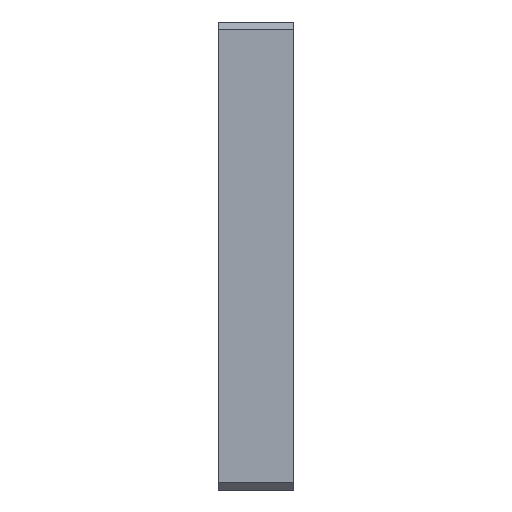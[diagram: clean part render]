
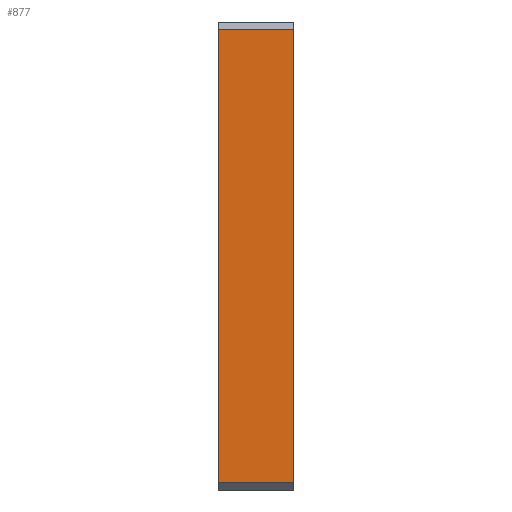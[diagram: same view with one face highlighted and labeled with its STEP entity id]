
A CAD part, left-side view. The second image highlights one B-rep face of the part: STEP entity #877.
In plain terms, the highlighted planar face has unit normal (-1, 0, 0).
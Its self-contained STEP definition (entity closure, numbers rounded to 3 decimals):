
#2 = LINE ( 'NONE', #448, #198 ) ;
#9 = CARTESIAN_POINT ( 'NONE',  ( -65., 10.5, -63. ) ) ;
#20 = VERTEX_POINT ( 'NONE', #92 ) ;
#35 = DIRECTION ( 'NONE',  ( 0., 0., 1. ) ) ;
#80 = VERTEX_POINT ( 'NONE', #654 ) ;
#92 = CARTESIAN_POINT ( 'NONE',  ( -65., -10.5, -63. ) ) ;
#97 = EDGE_CURVE ( 'NONE', #823, #80, #2, .T. ) ;
#130 = ORIENTED_EDGE ( 'NONE', *, *, #496, .T. ) ;
#167 = VECTOR ( 'NONE', #553, 1000. ) ;
#198 = VECTOR ( 'NONE', #35, 1000. ) ;
#206 = EDGE_LOOP ( 'NONE', ( #741, #332, #600, #130 ) ) ;
#227 = VECTOR ( 'NONE', #520, 1000. ) ;
#235 = LINE ( 'NONE', #351, #306 ) ;
#248 = EDGE_CURVE ( 'NONE', #80, #718, #575, .T. ) ;
#257 = CARTESIAN_POINT ( 'NONE',  ( -65., -10.5, 63. ) ) ;
#306 = VECTOR ( 'NONE', #636, 1000. ) ;
#332 = ORIENTED_EDGE ( 'NONE', *, *, #248, .F. ) ;
#344 = DIRECTION ( 'NONE',  ( 0., 0., -1. ) ) ;
#351 = CARTESIAN_POINT ( 'NONE',  ( -65., 10.5, -63. ) ) ;
#367 = CARTESIAN_POINT ( 'NONE',  ( -65., 10.5, 63. ) ) ;
#448 = CARTESIAN_POINT ( 'NONE',  ( -65., 10.5, 63. ) ) ;
#467 = AXIS2_PLACEMENT_3D ( 'NONE', #577, #517, #344 ) ;
#496 = EDGE_CURVE ( 'NONE', #823, #20, #235, .T. ) ;
#517 = DIRECTION ( 'NONE',  ( 1., 0., 0. ) ) ;
#520 = DIRECTION ( 'NONE',  ( 0., -1., 0. ) ) ;
#553 = DIRECTION ( 'NONE',  ( 0., 0., 1. ) ) ;
#575 = LINE ( 'NONE', #367, #227 ) ;
#577 = CARTESIAN_POINT ( 'NONE',  ( -65., 10.5, 63. ) ) ;
#600 = ORIENTED_EDGE ( 'NONE', *, *, #97, .F. ) ;
#602 = FACE_OUTER_BOUND ( 'NONE', #206, .T. ) ;
#619 = PLANE ( 'NONE',  #467 ) ;
#636 = DIRECTION ( 'NONE',  ( 0., -1., 0. ) ) ;
#654 = CARTESIAN_POINT ( 'NONE',  ( -65., 10.5, 63. ) ) ;
#718 = VERTEX_POINT ( 'NONE', #842 ) ;
#741 = ORIENTED_EDGE ( 'NONE', *, *, #868, .T. ) ;
#823 = VERTEX_POINT ( 'NONE', #9 ) ;
#842 = CARTESIAN_POINT ( 'NONE',  ( -65., -10.5, 63. ) ) ;
#868 = EDGE_CURVE ( 'NONE', #20, #718, #913, .T. ) ;
#877 = ADVANCED_FACE ( 'NONE', ( #602 ), #619, .F. ) ;
#913 = LINE ( 'NONE', #257, #167 ) ;
